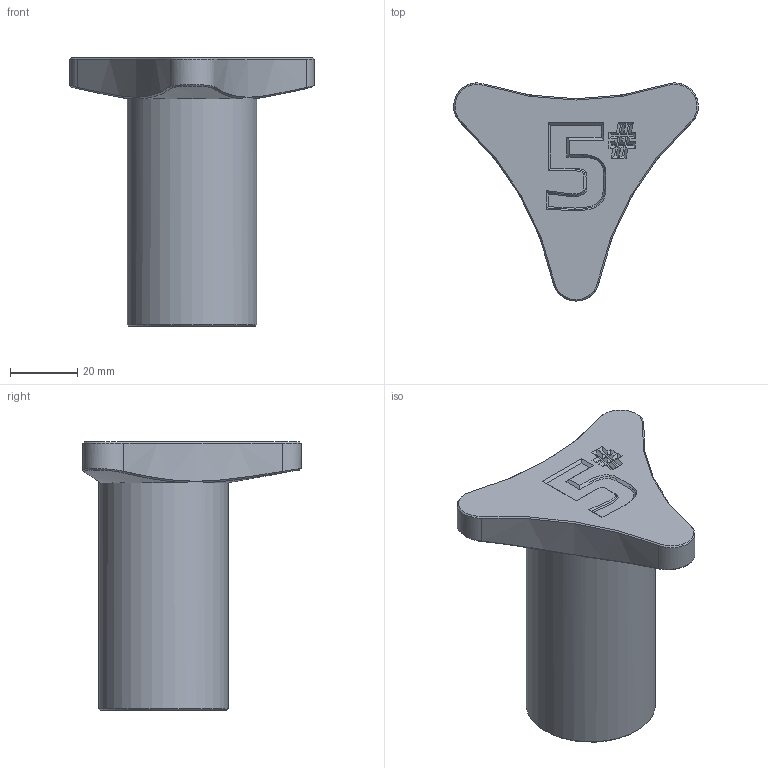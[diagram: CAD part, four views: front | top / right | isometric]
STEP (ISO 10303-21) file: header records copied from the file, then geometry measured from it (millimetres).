
FILE_DESCRIPTION(/* description */ (''),/* implementation_level */ '2;1');
FILE_NAME(/* name */ 'Spinner_Clamp_LgSpool.step',/* time_stamp */ '2022-01-07T16:28:30-05:00',/* author */ (''),/* organization */ (''),/* preprocessor_version */ 'ST-DEVELOPER v18.1',/* originating_system */ 'Autodesk Translation Framework v10.10.0.1391',/* authorisation */ '');
FILE_SCHEMA (('AUTOMOTIVE_DESIGN { 1 0 10303 214 3 1 1 }'));
Length unit declared in the file: millimetre
Products named in the file (2): Spinner_Clamp_LgSpool_Expo; Spinner_Clamp
Assembly tree (1 placements, depth 2):
  Spinner_Clamp_LgSpool_Expo
    Spinner_Clamp
Bounding box: 72.92 x 65.03 x 80 mm (x, y, z)
Volume: 42719.4 mm3; surface area: 29032.8 mm2
Topology: 1 solids, 1 shells, 129 faces, 343 edges, 220 vertices
Faces by surface type: plane 48, bspline 45, cylinder 25, cone 11
Full cylindrical faces by diameter (mm): 26.355 x7, 37 x7, 38.6 x1
Entity records: 7731 total; most frequent: CARTESIAN_POINT 4892, ORIENTED_EDGE 686, DIRECTION 389, EDGE_CURVE 343, VERTEX_POINT 220, LINE 167, VECTOR 167, B_SPLINE_CURVE_WITH_KNOTS 152
